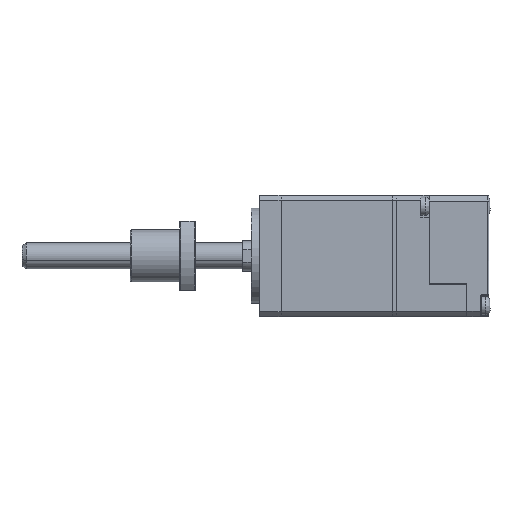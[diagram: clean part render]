
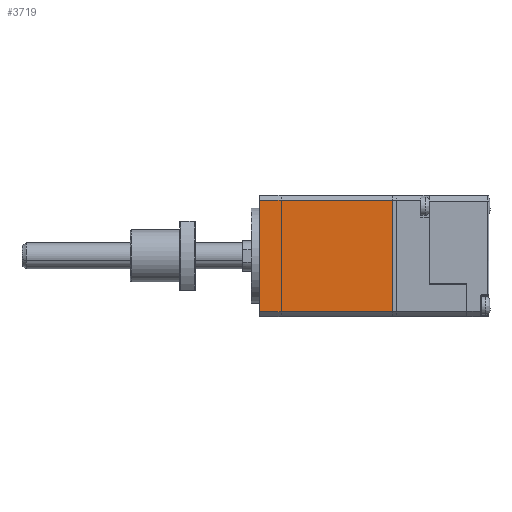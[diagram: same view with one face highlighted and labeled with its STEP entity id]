
A CAD part, left-side view. The second image highlights one B-rep face of the part: STEP entity #3719.
In plain terms, the highlighted planar face has unit normal (-1, 0, 0).
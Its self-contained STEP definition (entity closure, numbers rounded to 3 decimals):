
#405 = VECTOR ( 'NONE', #6330, 1000. ) ;
#671 = ORIENTED_EDGE ( 'NONE', *, *, #9423, .F. ) ;
#840 = DIRECTION ( 'NONE',  ( -1., 0., 0. ) ) ;
#984 = LINE ( 'NONE', #8171, #4899 ) ;
#1044 = CARTESIAN_POINT ( 'NONE',  ( -26.711, -0.974, 6.755 ) ) ;
#1192 = ORIENTED_EDGE ( 'NONE', *, *, #9204, .T. ) ;
#1595 = DIRECTION ( 'NONE',  ( 0., 0., -1. ) ) ;
#2056 = VERTEX_POINT ( 'NONE', #9727 ) ;
#2180 = EDGE_CURVE ( 'NONE', #2056, #4130, #4204, .T. ) ;
#2271 = ORIENTED_EDGE ( 'NONE', *, *, #2180, .F. ) ;
#2505 = EDGE_LOOP ( 'NONE', ( #2271, #671, #1192, #3522 ) ) ;
#2966 = CARTESIAN_POINT ( 'NONE',  ( -26.711, -0.974, 6.755 ) ) ;
#3155 = CARTESIAN_POINT ( 'NONE',  ( -26.711, -31.654, 32.445 ) ) ;
#3522 = ORIENTED_EDGE ( 'NONE', *, *, #8399, .T. ) ;
#3594 = FACE_OUTER_BOUND ( 'NONE', #2505, .T. ) ;
#3719 = ADVANCED_FACE ( 'NONE', ( #3594 ), #7734, .T. ) ;
#4130 = VERTEX_POINT ( 'NONE', #8309 ) ;
#4204 = LINE ( 'NONE', #3155, #7780 ) ;
#4352 = VECTOR ( 'NONE', #9069, 1000. ) ;
#4899 = VECTOR ( 'NONE', #8904, 1000. ) ;
#5513 = CARTESIAN_POINT ( 'NONE',  ( -26.711, -0.974, 32.445 ) ) ;
#5645 = VERTEX_POINT ( 'NONE', #8242 ) ;
#6289 = DIRECTION ( 'NONE',  ( 0., 0., -1. ) ) ;
#6330 = DIRECTION ( 'NONE',  ( 0., -1., 0. ) ) ;
#6419 = LINE ( 'NONE', #2966, #4352 ) ;
#6939 = VERTEX_POINT ( 'NONE', #1044 ) ;
#7734 = PLANE ( 'NONE',  #8625 ) ;
#7780 = VECTOR ( 'NONE', #1595, 1000. ) ;
#8171 = CARTESIAN_POINT ( 'NONE',  ( -26.711, -0.974, 32.445 ) ) ;
#8242 = CARTESIAN_POINT ( 'NONE',  ( -26.711, -0.974, 32.445 ) ) ;
#8309 = CARTESIAN_POINT ( 'NONE',  ( -26.711, -31.654, 6.755 ) ) ;
#8329 = LINE ( 'NONE', #9284, #405 ) ;
#8399 = EDGE_CURVE ( 'NONE', #6939, #4130, #6419, .T. ) ;
#8625 = AXIS2_PLACEMENT_3D ( 'NONE', #5513, #840, #6289 ) ;
#8904 = DIRECTION ( 'NONE',  ( 0., 0., -1. ) ) ;
#9069 = DIRECTION ( 'NONE',  ( 0., -1., 0. ) ) ;
#9204 = EDGE_CURVE ( 'NONE', #5645, #6939, #984, .T. ) ;
#9284 = CARTESIAN_POINT ( 'NONE',  ( -26.711, -0.974, 32.445 ) ) ;
#9423 = EDGE_CURVE ( 'NONE', #5645, #2056, #8329, .T. ) ;
#9727 = CARTESIAN_POINT ( 'NONE',  ( -26.711, -31.654, 32.445 ) ) ;
